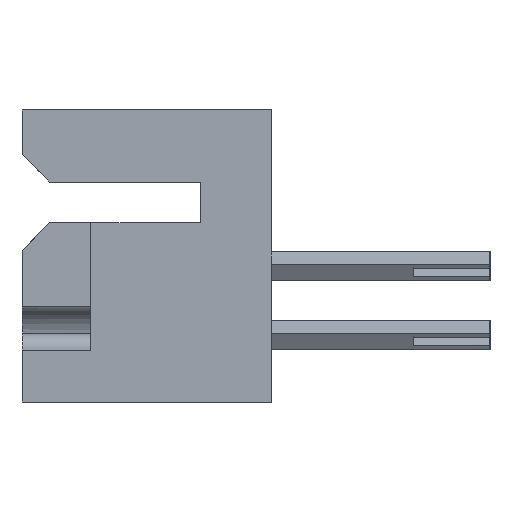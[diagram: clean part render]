
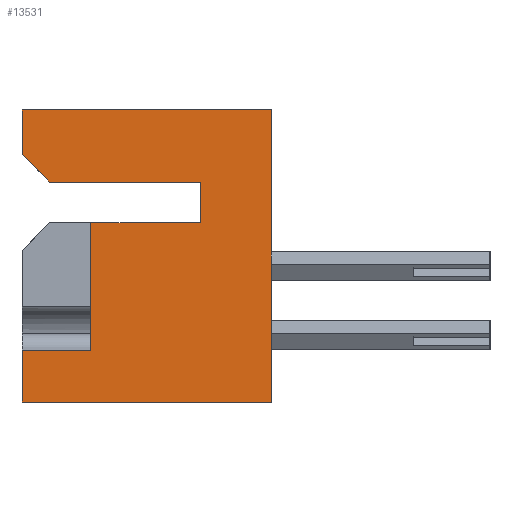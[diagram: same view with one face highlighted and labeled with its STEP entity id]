
A CAD part, left-side view. The second image highlights one B-rep face of the part: STEP entity #13531.
In plain terms, the highlighted planar face has unit normal (-1, 0, 0).
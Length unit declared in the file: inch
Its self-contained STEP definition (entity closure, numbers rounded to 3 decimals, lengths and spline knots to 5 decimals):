
#197 = ORIENTED_EDGE ( 'NONE', *, *, #10315, .F. ) ;
#200 = DIRECTION ( 'NONE',  ( 0., 0., 1. ) ) ;
#333 = CARTESIAN_POINT ( 'NONE',  ( 0., 0.128, -0.205 ) ) ;
#399 = EDGE_CURVE ( 'NONE', #17436, #14322, #11381, .T. ) ;
#605 = ORIENTED_EDGE ( 'NONE', *, *, #17098, .T. ) ;
#777 = DIRECTION ( 'NONE',  ( 0., 0., 1. ) ) ;
#1108 = DIRECTION ( 'NONE',  ( 0., 1., 0. ) ) ;
#1481 = DIRECTION ( 'NONE',  ( 0., 1., 0. ) ) ;
#1610 = VERTEX_POINT ( 'NONE', #10400 ) ;
#1853 = DIRECTION ( 'NONE',  ( 0., 1., 0. ) ) ;
#1976 = VECTOR ( 'NONE', #4726, 39.37008 ) ;
#2502 = LINE ( 'NONE', #333, #18233 ) ;
#2561 = AXIS2_PLACEMENT_3D ( 'NONE', #14365, #3545, #5232 ) ;
#2800 = ORIENTED_EDGE ( 'NONE', *, *, #399, .T. ) ;
#2883 = EDGE_CURVE ( 'NONE', #1610, #6165, #18874, .T. ) ;
#2925 = EDGE_CURVE ( 'NONE', #17436, #6285, #7730, .T. ) ;
#3115 = CARTESIAN_POINT ( 'NONE',  ( 0., 0.453, -0.531 ) ) ;
#3286 = ORIENTED_EDGE ( 'NONE', *, *, #14397, .T. ) ;
#3523 = CARTESIAN_POINT ( 'NONE',  ( 0., 0.128, -0.205 ) ) ;
#3545 = DIRECTION ( 'NONE',  ( 1., 0., 0. ) ) ;
#3632 = VECTOR ( 'NONE', #11595, 39.37008 ) ;
#3667 = LINE ( 'NONE', #17658, #12346 ) ;
#4206 = ORIENTED_EDGE ( 'NONE', *, *, #14467, .F. ) ;
#4330 = CARTESIAN_POINT ( 'NONE',  ( 0., 0.453, 0. ) ) ;
#4649 = ORIENTED_EDGE ( 'NONE', *, *, #14014, .F. ) ;
#4667 = DIRECTION ( 'NONE',  ( 0., 0., 1. ) ) ;
#4726 = DIRECTION ( 'NONE',  ( 0., -1., 0. ) ) ;
#5232 = DIRECTION ( 'NONE',  ( 0., 0., -1. ) ) ;
#5404 = CARTESIAN_POINT ( 'NONE',  ( 0., 0.453, 0. ) ) ;
#5596 = ORIENTED_EDGE ( 'NONE', *, *, #15272, .T. ) ;
#5604 = VERTEX_POINT ( 'NONE', #3523 ) ;
#6165 = VERTEX_POINT ( 'NONE', #7766 ) ;
#6285 = VERTEX_POINT ( 'NONE', #9676 ) ;
#6451 = PLANE ( 'NONE',  #2561 ) ;
#7730 = LINE ( 'NONE', #5404, #3632 ) ;
#7766 = CARTESIAN_POINT ( 'NONE',  ( 0., 0.453, 0. ) ) ;
#7953 = CARTESIAN_POINT ( 'NONE',  ( 0., 0.328, -0.437 ) ) ;
#8210 = VECTOR ( 'NONE', #777, 39.37008 ) ;
#9152 = DIRECTION ( 'NONE',  ( 0., -1., 0. ) ) ;
#9258 = CARTESIAN_POINT ( 'NONE',  ( 0., 0.128, -0.131 ) ) ;
#9365 = VECTOR ( 'NONE', #1108, 39.37008 ) ;
#9411 = VECTOR ( 'NONE', #1481, 39.37008 ) ;
#9676 = CARTESIAN_POINT ( 'NONE',  ( 0., 0.453, -0.437 ) ) ;
#9982 = VERTEX_POINT ( 'NONE', #10251 ) ;
#10217 = CARTESIAN_POINT ( 'NONE',  ( 0., 0.328, -0.437 ) ) ;
#10251 = CARTESIAN_POINT ( 'NONE',  ( 0., 0., 0. ) ) ;
#10315 = EDGE_CURVE ( 'NONE', #5604, #19305, #16610, .T. ) ;
#10322 = ORIENTED_EDGE ( 'NONE', *, *, #19835, .T. ) ;
#10400 = CARTESIAN_POINT ( 'NONE',  ( 0., 0.453, -0.081 ) ) ;
#10493 = ORIENTED_EDGE ( 'NONE', *, *, #2925, .F. ) ;
#10562 = VECTOR ( 'NONE', #4667, 39.37008 ) ;
#11255 = VERTEX_POINT ( 'NONE', #17922 ) ;
#11381 = LINE ( 'NONE', #3115, #1976 ) ;
#11557 = VERTEX_POINT ( 'NONE', #12469 ) ;
#11595 = DIRECTION ( 'NONE',  ( 0., 0., 1. ) ) ;
#11610 = VERTEX_POINT ( 'NONE', #7953 ) ;
#11793 = CARTESIAN_POINT ( 'NONE',  ( 0., 0.453, -0.531 ) ) ;
#12003 = ORIENTED_EDGE ( 'NONE', *, *, #15986, .F. ) ;
#12346 = VECTOR ( 'NONE', #15757, 39.37008 ) ;
#12380 = DIRECTION ( 'NONE',  ( 0., 0., 1. ) ) ;
#12469 = CARTESIAN_POINT ( 'NONE',  ( 0., 0.403, -0.131 ) ) ;
#12589 = FACE_OUTER_BOUND ( 'NONE', #17830, .T. ) ;
#12785 = LINE ( 'NONE', #4330, #19097 ) ;
#12927 = CARTESIAN_POINT ( 'NONE',  ( 0., 0.128, -0.131 ) ) ;
#13319 = CARTESIAN_POINT ( 'NONE',  ( 0., 0., -0.531 ) ) ;
#13531 = ADVANCED_FACE ( 'NONE', ( #12589 ), #6451, .F. ) ;
#13555 = ORIENTED_EDGE ( 'NONE', *, *, #2883, .F. ) ;
#13773 = LINE ( 'NONE', #10217, #9365 ) ;
#13802 = LINE ( 'NONE', #15637, #9411 ) ;
#13812 = CARTESIAN_POINT ( 'NONE',  ( 0., 0.328, -0.205 ) ) ;
#13916 = CARTESIAN_POINT ( 'NONE',  ( 0., 0., 0. ) ) ;
#14014 = EDGE_CURVE ( 'NONE', #11610, #11255, #16702, .T. ) ;
#14322 = VERTEX_POINT ( 'NONE', #13319 ) ;
#14365 = CARTESIAN_POINT ( 'NONE',  ( 0., 0.453, 0. ) ) ;
#14397 = EDGE_CURVE ( 'NONE', #11610, #6285, #13773, .T. ) ;
#14467 = EDGE_CURVE ( 'NONE', #6165, #9982, #12785, .T. ) ;
#14727 = LINE ( 'NONE', #13916, #10562 ) ;
#15272 = EDGE_CURVE ( 'NONE', #1610, #11557, #3667, .T. ) ;
#15637 = CARTESIAN_POINT ( 'NONE',  ( 0., 0.128, -0.131 ) ) ;
#15757 = DIRECTION ( 'NONE',  ( 0., -0.707, -0.707 ) ) ;
#15986 = EDGE_CURVE ( 'NONE', #19305, #11557, #13802, .T. ) ;
#16291 = CARTESIAN_POINT ( 'NONE',  ( 0., 0.453, 0. ) ) ;
#16610 = LINE ( 'NONE', #9258, #16851 ) ;
#16702 = LINE ( 'NONE', #13812, #17926 ) ;
#16851 = VECTOR ( 'NONE', #200, 39.37008 ) ;
#17098 = EDGE_CURVE ( 'NONE', #14322, #9982, #14727, .T. ) ;
#17436 = VERTEX_POINT ( 'NONE', #11793 ) ;
#17658 = CARTESIAN_POINT ( 'NONE',  ( 0., 0.403, -0.131 ) ) ;
#17830 = EDGE_LOOP ( 'NONE', ( #3286, #10493, #2800, #605, #4206, #13555, #5596, #12003, #197, #10322, #4649 ) ) ;
#17922 = CARTESIAN_POINT ( 'NONE',  ( 0., 0.328, -0.205 ) ) ;
#17926 = VECTOR ( 'NONE', #12380, 39.37008 ) ;
#18233 = VECTOR ( 'NONE', #1853, 39.37008 ) ;
#18874 = LINE ( 'NONE', #16291, #8210 ) ;
#19097 = VECTOR ( 'NONE', #9152, 39.37008 ) ;
#19305 = VERTEX_POINT ( 'NONE', #12927 ) ;
#19835 = EDGE_CURVE ( 'NONE', #5604, #11255, #2502, .T. ) ;
